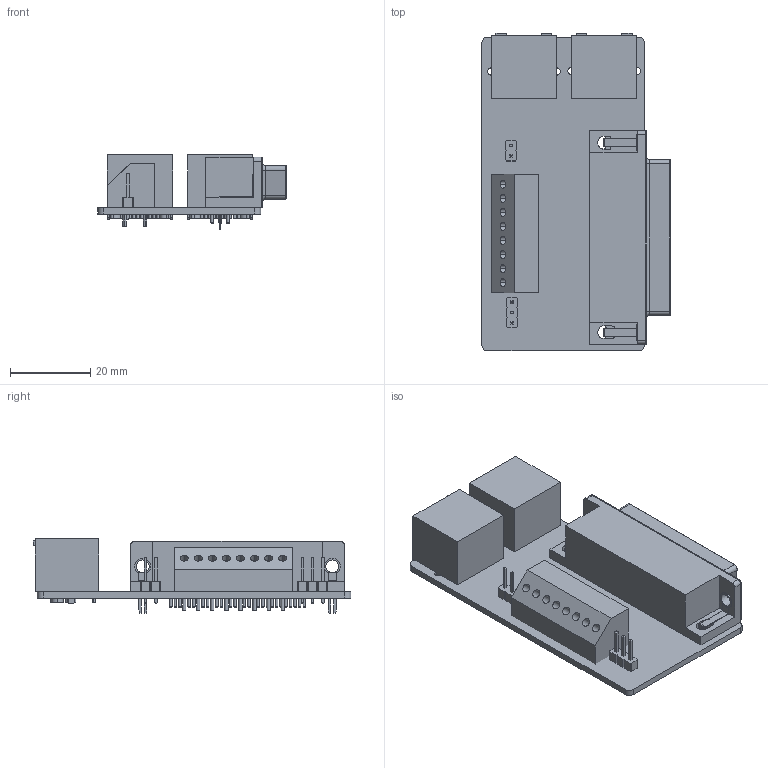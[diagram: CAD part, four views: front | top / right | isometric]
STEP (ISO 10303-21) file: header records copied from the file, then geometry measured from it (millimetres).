
FILE_DESCRIPTION(('KiCad electronic assembly'),'2;1');
FILE_NAME('lichuan-lc10.step','2024-08-31T14:34:44',('Pcbnew'),('Kicad') ,'Open CASCADE STEP processor 7.7','KiCad to STEP converter','Unknown' );
FILE_SCHEMA(('AUTOMOTIVE_DESIGN { 1 0 10303 214 1 1 1 1 }'));
Length unit declared in the file: millimetre
Products named in the file (12): lichuan-lc10 1; PinHeader_1x03_P2.54mm_Vertical; PinHeader_1x03_P254mm_Vertical; PinHeader_1x02_P2.54mm_Vertical; PinHeader_1x02_P254mm_Vertical; R-RJ45R08P-C000; MX250-3_5-08P-B-GY01-Cu-A; DSUB-44-HD_Male_Horizontal_P2.29x1.98mm_EdgePinOffset8.35mm_Housed_
MountingHolesOffset10.89mm; DSUB-44-HD_Male_Horizontal_P2.29x1.98mm_EdgePinOffset8.35mm_Housed_
MountingHolesOffset10.89mm; lichuan-lc10_PCB
Assembly tree (12 placements, depth 3):
  lichuan-lc10 1
    PinHeader_1x03_P2.54mm_Vertical
      PinHeader_1x03_P254mm_Vertical
    PinHeader_1x02_P2.54mm_Vertical
      PinHeader_1x02_P254mm_Vertical
    R-RJ45R08P-C000  x2
      R-RJ45R08P-C000
    MX250-3_5-08P-B-GY01-Cu-A
      MX250-3_5-08P-B-GY01-Cu-A
    DSUB-44-HD_Male_Horizontal_P2.29x1.98mm_EdgePinOffset8.35mm_Housed_
MountingHolesOffset10.89mm
      DSUB-44-HD_Male_Horizontal_P2.29x1.98mm_EdgePinOffset8.35mm_Housed_
MountingHolesOffset10.89mm
    lichuan-lc10_PCB
Bounding box: 46.82 x 79 x 18.5 mm (x, y, z)
Volume: 22614.2 mm3; surface area: 18057.1 mm2
Topology: 7 solids, 8 shells, 876 faces, 1970 edges, 1258 vertices
Faces by surface type: plane 412, cylinder 358, torus 98, cone 4, revolution 4
Full cylindrical faces by diameter (mm): 0.64 x132, 0.89 x24, 1 x57, 1.8 x4, 3.2 x4, 3.25 x4, 4 x2
Entity records: 27490 total; most frequent: DIRECTION 4252, CARTESIAN_POINT 4194, ORIENTED_EDGE 3580, EDGE_CURVE 1790, AXIS2_PLACEMENT_3D 1658, FACE_BOUND 1210, EDGE_LOOP 1210, VERTEX_POINT 1138
